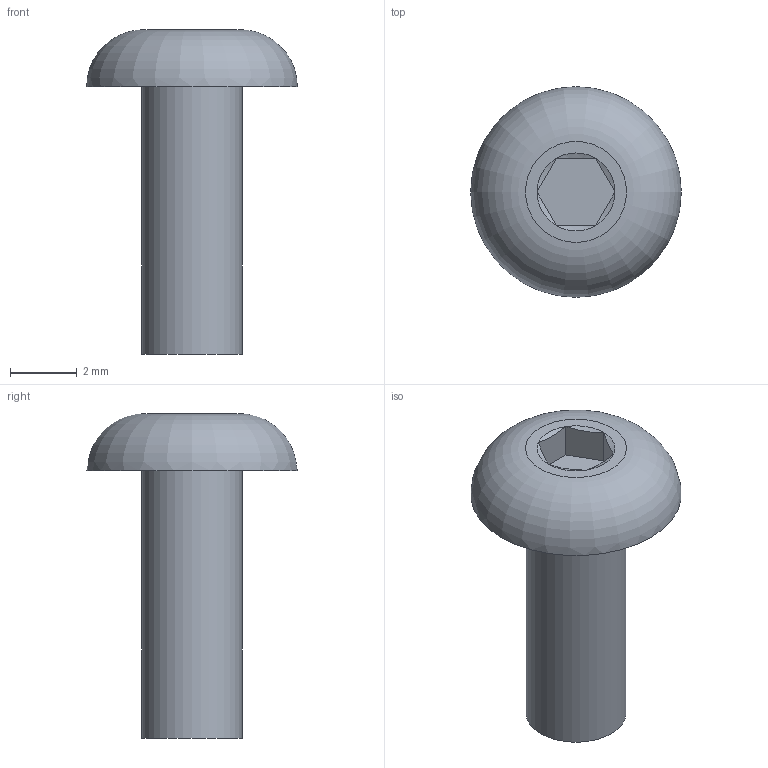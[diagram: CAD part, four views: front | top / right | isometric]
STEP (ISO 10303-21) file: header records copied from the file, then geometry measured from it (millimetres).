
FILE_DESCRIPTION(/* description */ ('Unknown'),/* implementation_level */ '2;1');
FILE_NAME(/* name */ 'tmp6B2C.tmp',/* time_stamp */ '2024-11-07T09:26:53+08:00',/* author */ ('Unknown'),/* organization */ ('Unknown'),/* preprocessor_version */ 'ST-DEVELOPER v18.104',/* originating_system */ 'TianGong',/* authorisation */ 'Unknown');
FILE_SCHEMA (('AUTOMOTIVE_DESIGN {1 0 10303 214 3 1 1}'));
Length unit declared in the file: millimetre
Products named in the file (1): iso7380-1
Bounding box: 6.3 x 6.3 x 9.7 mm (x, y, z)
Volume: 95.1 mm3; surface area: 162.7 mm2
Topology: 1 solids, 1 shells, 18 faces, 30 edges, 16 vertices
Faces by surface type: plane 10, cone 6, cylinder 1, torus 1
Full cylindrical faces by diameter (mm): 3 x1
Entity records: 554 total; most frequent: CARTESIAN_POINT 81, DIRECTION 70, ORIENTED_EDGE 56, AXIS2_PLACEMENT_3D 29, EDGE_CURVE 28, EDGE_LOOP 22, FACE_BOUND 22, STYLED_ITEM 18
